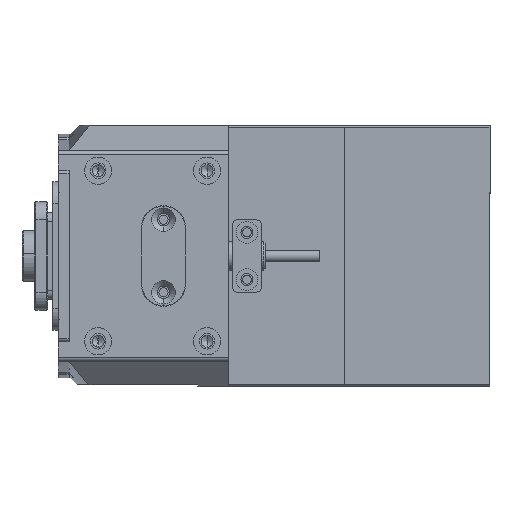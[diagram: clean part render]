
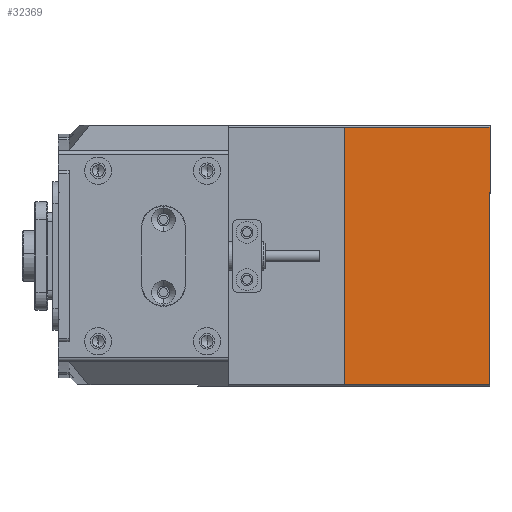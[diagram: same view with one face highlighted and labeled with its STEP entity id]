
A CAD part, left-side view. The second image highlights one B-rep face of the part: STEP entity #32369.
In plain terms, the highlighted planar face has unit normal (-1, 0, 0).
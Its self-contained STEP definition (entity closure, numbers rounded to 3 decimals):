
#1146 = VERTEX_POINT ( 'NONE', #46555 ) ;
#1350 = CARTESIAN_POINT ( 'NONE',  ( -62.5, -35.45, -40. ) ) ;
#2636 = CARTESIAN_POINT ( 'NONE',  ( -62.5, 35.95, -40. ) ) ;
#3308 = LINE ( 'NONE', #2636, #18093 ) ;
#6720 = CARTESIAN_POINT ( 'NONE',  ( -62.5, -35.45, 0. ) ) ;
#7410 = EDGE_CURVE ( 'NONE', #14716, #27976, #46531, .T. ) ;
#9073 = EDGE_CURVE ( 'NONE', #12721, #1146, #3308, .T. ) ;
#10758 = LINE ( 'NONE', #27763, #29628 ) ;
#12721 = VERTEX_POINT ( 'NONE', #1350 ) ;
#13133 = CARTESIAN_POINT ( 'NONE',  ( -62.5, 35.95, -40. ) ) ;
#14716 = VERTEX_POINT ( 'NONE', #6720 ) ;
#16268 = DIRECTION ( 'NONE',  ( 1., 0., 0. ) ) ;
#18093 = VECTOR ( 'NONE', #40391, 1000. ) ;
#19863 = DIRECTION ( 'NONE',  ( 0., 0., -1. ) ) ;
#23197 = EDGE_LOOP ( 'NONE', ( #25575, #27145, #33293, #30939 ) ) ;
#24152 = PLANE ( 'NONE',  #46940 ) ;
#25575 = ORIENTED_EDGE ( 'NONE', *, *, #7410, .T. ) ;
#26831 = CARTESIAN_POINT ( 'NONE',  ( -62.5, 35.45, 0. ) ) ;
#27145 = ORIENTED_EDGE ( 'NONE', *, *, #39214, .T. ) ;
#27468 = FACE_OUTER_BOUND ( 'NONE', #23197, .T. ) ;
#27763 = CARTESIAN_POINT ( 'NONE',  ( -62.5, 35.45, -40. ) ) ;
#27976 = VERTEX_POINT ( 'NONE', #26831 ) ;
#28379 = CARTESIAN_POINT ( 'NONE',  ( -62.5, 35.95, 0. ) ) ;
#29628 = VECTOR ( 'NONE', #19863, 1000. ) ;
#30666 = EDGE_CURVE ( 'NONE', #12721, #14716, #39373, .T. ) ;
#30939 = ORIENTED_EDGE ( 'NONE', *, *, #30666, .T. ) ;
#31467 = DIRECTION ( 'NONE',  ( 0., 0., 1. ) ) ;
#32369 = ADVANCED_FACE ( 'NONE', ( #27468 ), #24152, .F. ) ;
#33293 = ORIENTED_EDGE ( 'NONE', *, *, #9073, .F. ) ;
#34623 = VECTOR ( 'NONE', #31467, 1000. ) ;
#39214 = EDGE_CURVE ( 'NONE', #27976, #1146, #10758, .T. ) ;
#39373 = LINE ( 'NONE', #42683, #34623 ) ;
#40391 = DIRECTION ( 'NONE',  ( 0., 1., 0. ) ) ;
#42683 = CARTESIAN_POINT ( 'NONE',  ( -62.5, -35.45, -40. ) ) ;
#43232 = DIRECTION ( 'NONE',  ( 0., 1., 0. ) ) ;
#43607 = VECTOR ( 'NONE', #43232, 1000. ) ;
#46531 = LINE ( 'NONE', #28379, #43607 ) ;
#46555 = CARTESIAN_POINT ( 'NONE',  ( -62.5, 35.45, -40. ) ) ;
#46720 = DIRECTION ( 'NONE',  ( 0., 1., 0. ) ) ;
#46940 = AXIS2_PLACEMENT_3D ( 'NONE', #13133, #16268, #46720 ) ;
